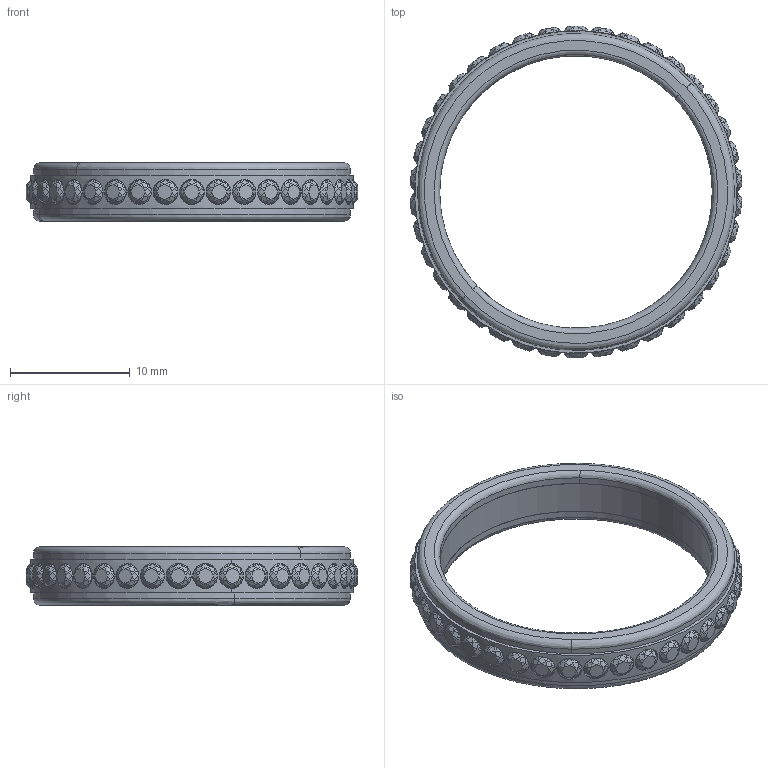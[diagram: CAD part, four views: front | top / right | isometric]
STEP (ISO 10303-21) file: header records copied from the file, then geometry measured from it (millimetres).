
FILE_DESCRIPTION(('FreeCAD Model'),'2;1');
FILE_NAME('Open CASCADE Shape Model','2025-05-04T10:05:02',('FreeCAD'),( 'FreeCAD'),'Open CASCADE STEP processor 7.6','FreeCAD','Unknown');
FILE_SCHEMA(('AUTOMOTIVE_DESIGN { 1 0 10303 214 1 1 1 1 }'));
Products named in the file (1): Open CASCADE STEP translator 7.6 1
Bounding box: 27.72 x 27.71 x 4.91 mm (x, y, z)
Volume: 460.8 mm3; surface area: 2993.8 mm2
Topology: 4 solids, 42 shells, 2316 faces, 4108 edges, 1848 vertices
Faces by surface type: bspline 2316
Entity records: 79914 total; most frequent: CARTESIAN_POINT 52393, ORIENTED_EDGE 8216, EDGE_CURVE 4108, B_SPLINE_CURVE_WITH_KNOTS 4004, FACE_BOUND 2372, EDGE_LOOP 2372, ADVANCED_FACE 2316, B_SPLINE_SURFACE_WITH_KNOTS 2186
